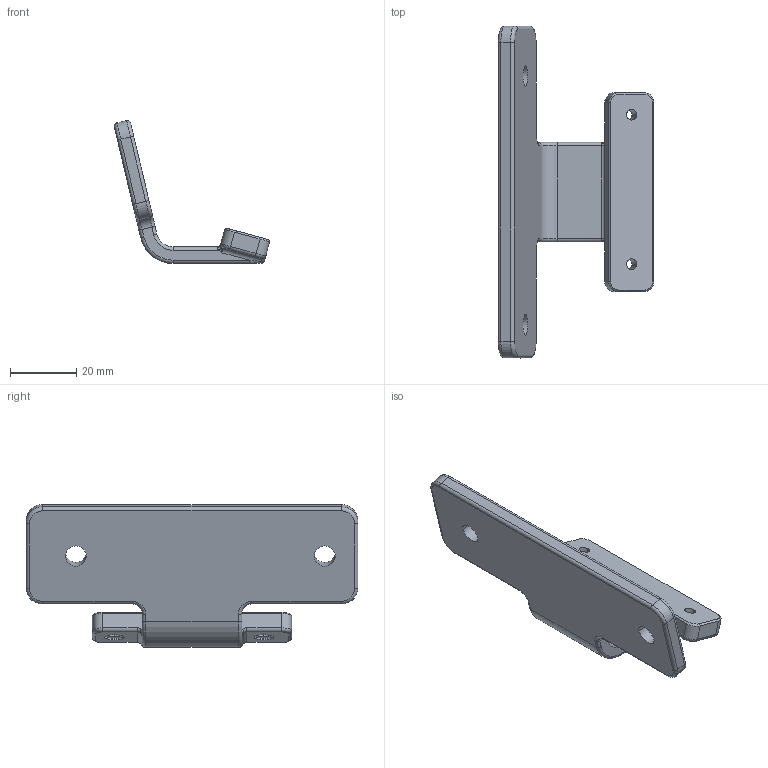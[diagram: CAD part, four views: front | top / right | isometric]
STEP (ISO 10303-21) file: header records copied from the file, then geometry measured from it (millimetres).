
FILE_DESCRIPTION(/* description */ (''),/* implementation_level */ '2;1');
FILE_NAME(/* name */ 'Aloha顶部相机支架.stp',/* time_stamp */ '2024-09-02T21:18:15+08:00',/* author */ (''),/* organization */ (''),/* preprocessor_version */ 'ST-DEVELOPER v16.7',/* originating_system */ 'SIEMENS PLM Software NX 12.0',/* authorisation */ '');
FILE_SCHEMA (('AUTOMOTIVE_DESIGN { 1 0 10303 214 3 1 1 1 }'));
Length unit declared in the file: millimetre
Products named in the file (1): 顶部相机支架.1
Bounding box: 46.79 x 100 x 43.07 mm (x, y, z)
Volume: 24978.2 mm3; surface area: 11645.2 mm2
Topology: 1 solids, 1 shells, 130 faces, 305 edges, 178 vertices
Faces by surface type: cylinder 52, plane 34, torus 24, bspline 8, extrusion 6, cone 4, sphere 2
Entity records: 4064 total; most frequent: CARTESIAN_POINT 1067, DIRECTION 653, ORIENTED_EDGE 602, EDGE_CURVE 301, AXIS2_PLACEMENT_3D 263, VERTEX_POINT 178, EDGE_LOOP 143, CIRCLE 138
